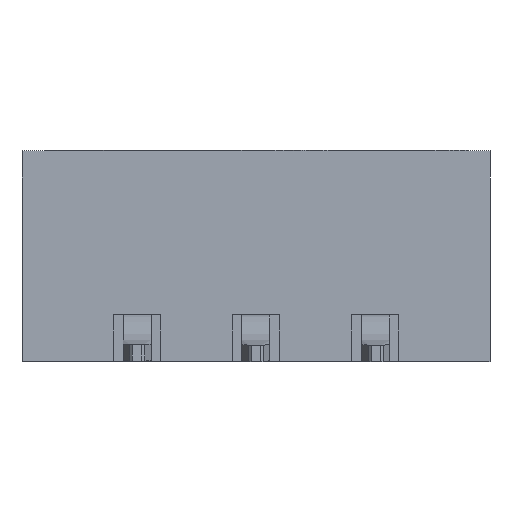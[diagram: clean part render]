
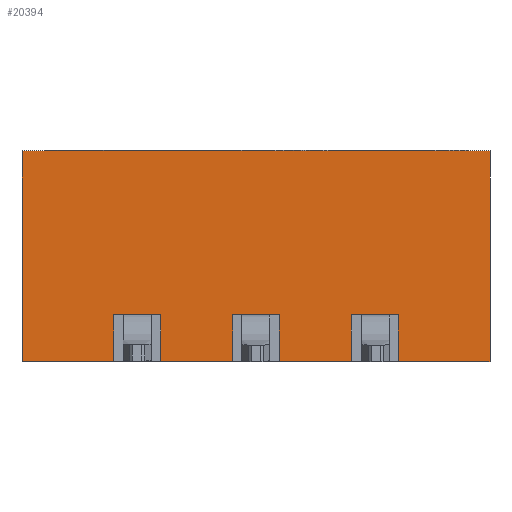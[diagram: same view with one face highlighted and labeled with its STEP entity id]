
A CAD part, left-side view. The second image highlights one B-rep face of the part: STEP entity #20394.
In plain terms, the highlighted planar face has unit normal (-1, 0, 0).
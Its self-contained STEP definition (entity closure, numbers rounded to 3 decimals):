
#3081=FACE_OUTER_BOUND('',#4235,.T.);
#4235=EDGE_LOOP('',(#13634,#13635,#13636,#13637,#13638,#13639,#13640,#13641,
#13642,#13643,#13644,#13645,#13646,#13647,#13648,#13649));
#5421=LINE('',#24800,#6808);
#5425=LINE('',#24809,#6812);
#5426=LINE('',#24811,#6813);
#5427=LINE('',#24813,#6814);
#5428=LINE('',#24815,#6815);
#5429=LINE('',#24817,#6816);
#5430=LINE('',#24819,#6817);
#5431=LINE('',#24821,#6818);
#5432=LINE('',#24823,#6819);
#5433=LINE('',#24825,#6820);
#5434=LINE('',#24827,#6821);
#5435=LINE('',#24829,#6822);
#5436=LINE('',#24831,#6823);
#5437=LINE('',#24832,#6824);
#5438=LINE('',#24834,#6825);
#5439=LINE('',#24835,#6826);
#6808=VECTOR('',#22742,1.);
#6812=VECTOR('',#22748,1.);
#6813=VECTOR('',#22749,1.);
#6814=VECTOR('',#22750,1.);
#6815=VECTOR('',#22751,1.);
#6816=VECTOR('',#22752,1.);
#6817=VECTOR('',#22753,1.);
#6818=VECTOR('',#22754,1.);
#6819=VECTOR('',#22755,1.);
#6820=VECTOR('',#22756,1.);
#6821=VECTOR('',#22757,1.);
#6822=VECTOR('',#22758,1.);
#6823=VECTOR('',#22759,1.);
#6824=VECTOR('',#22760,1.);
#6825=VECTOR('',#22761,1.);
#6826=VECTOR('',#22762,1.);
#8195=VERTEX_POINT('',#24798);
#8196=VERTEX_POINT('',#24799);
#8199=VERTEX_POINT('',#24807);
#8200=VERTEX_POINT('',#24808);
#8201=VERTEX_POINT('',#24810);
#8202=VERTEX_POINT('',#24812);
#8203=VERTEX_POINT('',#24814);
#8204=VERTEX_POINT('',#24816);
#8205=VERTEX_POINT('',#24818);
#8206=VERTEX_POINT('',#24820);
#8207=VERTEX_POINT('',#24822);
#8208=VERTEX_POINT('',#24824);
#8209=VERTEX_POINT('',#24826);
#8210=VERTEX_POINT('',#24828);
#8211=VERTEX_POINT('',#24830);
#8212=VERTEX_POINT('',#24833);
#10369=EDGE_CURVE('',#8195,#8196,#5421,.T.);
#10373=EDGE_CURVE('',#8199,#8200,#5425,.T.);
#10374=EDGE_CURVE('',#8200,#8201,#5426,.T.);
#10375=EDGE_CURVE('',#8202,#8201,#5427,.T.);
#10376=EDGE_CURVE('',#8203,#8202,#5428,.T.);
#10377=EDGE_CURVE('',#8203,#8204,#5429,.T.);
#10378=EDGE_CURVE('',#8204,#8205,#5430,.T.);
#10379=EDGE_CURVE('',#8206,#8205,#5431,.T.);
#10380=EDGE_CURVE('',#8207,#8206,#5432,.T.);
#10381=EDGE_CURVE('',#8207,#8208,#5433,.T.);
#10382=EDGE_CURVE('',#8208,#8209,#5434,.T.);
#10383=EDGE_CURVE('',#8210,#8209,#5435,.T.);
#10384=EDGE_CURVE('',#8211,#8210,#5436,.T.);
#10385=EDGE_CURVE('',#8211,#8195,#5437,.T.);
#10386=EDGE_CURVE('',#8212,#8196,#5438,.T.);
#10387=EDGE_CURVE('',#8199,#8212,#5439,.T.);
#13634=ORIENTED_EDGE('',*,*,#10373,.T.);
#13635=ORIENTED_EDGE('',*,*,#10374,.T.);
#13636=ORIENTED_EDGE('',*,*,#10375,.F.);
#13637=ORIENTED_EDGE('',*,*,#10376,.F.);
#13638=ORIENTED_EDGE('',*,*,#10377,.T.);
#13639=ORIENTED_EDGE('',*,*,#10378,.T.);
#13640=ORIENTED_EDGE('',*,*,#10379,.F.);
#13641=ORIENTED_EDGE('',*,*,#10380,.F.);
#13642=ORIENTED_EDGE('',*,*,#10381,.T.);
#13643=ORIENTED_EDGE('',*,*,#10382,.T.);
#13644=ORIENTED_EDGE('',*,*,#10383,.F.);
#13645=ORIENTED_EDGE('',*,*,#10384,.F.);
#13646=ORIENTED_EDGE('',*,*,#10385,.T.);
#13647=ORIENTED_EDGE('',*,*,#10369,.T.);
#13648=ORIENTED_EDGE('',*,*,#10386,.F.);
#13649=ORIENTED_EDGE('',*,*,#10387,.F.);
#20153=PLANE('',#22403);
#20394=ADVANCED_FACE('',(#3081),#20153,.F.);
#22403=AXIS2_PLACEMENT_3D('',#24806,#22746,#22747);
#22742=DIRECTION('',(0.,0.,1.));
#22746=DIRECTION('center_axis',(1.,0.,0.));
#22747=DIRECTION('ref_axis',(0.,-1.,0.));
#22748=DIRECTION('',(0.,-1.,0.));
#22749=DIRECTION('',(0.,0.,1.));
#22750=DIRECTION('',(0.,1.,0.));
#22751=DIRECTION('',(0.,0.,1.));
#22752=DIRECTION('',(0.,-1.,0.));
#22753=DIRECTION('',(0.,0.,1.));
#22754=DIRECTION('',(0.,1.,0.));
#22755=DIRECTION('',(0.,0.,1.));
#22756=DIRECTION('',(0.,-1.,0.));
#22757=DIRECTION('',(0.,0.,1.));
#22758=DIRECTION('',(0.,1.,0.));
#22759=DIRECTION('',(0.,0.,1.));
#22760=DIRECTION('',(0.,-1.,0.));
#22761=DIRECTION('',(0.,-1.,0.));
#22762=DIRECTION('',(0.,0.,1.));
#24798=CARTESIAN_POINT('',(0.,0.,0.));
#24799=CARTESIAN_POINT('',(0.,0.,4.5));
#24800=CARTESIAN_POINT('',(0.,0.,0.));
#24806=CARTESIAN_POINT('Origin',(0.,10.,0.));
#24807=CARTESIAN_POINT('',(0.,10.,0.));
#24808=CARTESIAN_POINT('',(0.,8.04,0.));
#24809=CARTESIAN_POINT('',(0.,10.,0.));
#24810=CARTESIAN_POINT('',(0.,8.04,1.));
#24811=CARTESIAN_POINT('',(0.,8.04,0.));
#24812=CARTESIAN_POINT('',(0.,7.04,1.));
#24813=CARTESIAN_POINT('',(0.,7.04,1.));
#24814=CARTESIAN_POINT('',(0.,7.04,0.));
#24815=CARTESIAN_POINT('',(0.,7.04,0.));
#24816=CARTESIAN_POINT('',(0.,5.5,0.));
#24817=CARTESIAN_POINT('',(0.,10.,0.));
#24818=CARTESIAN_POINT('',(0.,5.5,1.));
#24819=CARTESIAN_POINT('',(0.,5.5,0.));
#24820=CARTESIAN_POINT('',(0.,4.5,1.));
#24821=CARTESIAN_POINT('',(0.,4.5,1.));
#24822=CARTESIAN_POINT('',(0.,4.5,0.));
#24823=CARTESIAN_POINT('',(0.,4.5,0.));
#24824=CARTESIAN_POINT('',(0.,2.96,0.));
#24825=CARTESIAN_POINT('',(0.,10.,0.));
#24826=CARTESIAN_POINT('',(0.,2.96,1.));
#24827=CARTESIAN_POINT('',(0.,2.96,0.));
#24828=CARTESIAN_POINT('',(0.,1.96,1.));
#24829=CARTESIAN_POINT('',(0.,1.96,1.));
#24830=CARTESIAN_POINT('',(0.,1.96,0.));
#24831=CARTESIAN_POINT('',(0.,1.96,0.));
#24832=CARTESIAN_POINT('',(0.,10.,0.));
#24833=CARTESIAN_POINT('',(0.,10.,4.5));
#24834=CARTESIAN_POINT('',(0.,10.,4.5));
#24835=CARTESIAN_POINT('',(0.,10.,0.));
